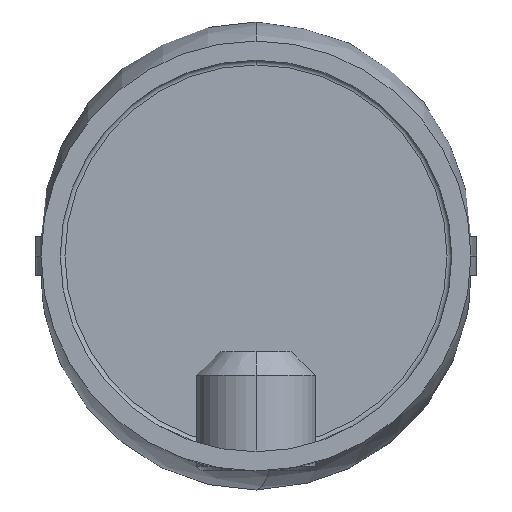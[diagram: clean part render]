
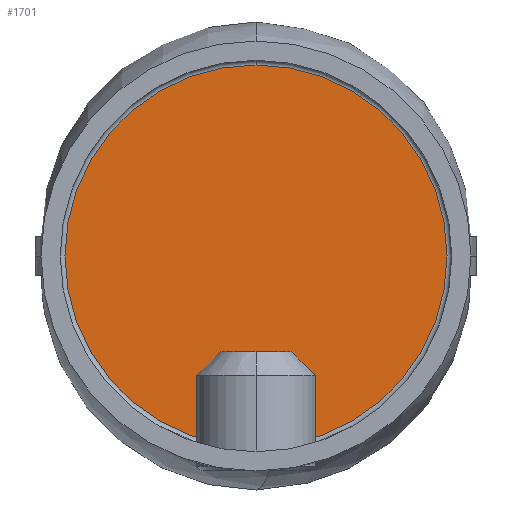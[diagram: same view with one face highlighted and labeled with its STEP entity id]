
A CAD part, left-side view. The second image highlights one B-rep face of the part: STEP entity #1701.
In plain terms, the highlighted face is planar.
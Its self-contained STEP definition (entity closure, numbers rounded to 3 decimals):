
#25 = ORIENTED_EDGE ( 'NONE', *, *, #4113, .F. ) ;
#295 = AXIS2_PLACEMENT_3D ( 'NONE', #4016, #4826, #2184 ) ;
#548 = DIRECTION ( 'NONE',  ( 0., 0., -1. ) ) ;
#1216 = AXIS2_PLACEMENT_3D ( 'NONE', #4151, #5025, #5058 ) ;
#1691 = FACE_OUTER_BOUND ( 'NONE', #3611, .T. ) ;
#1701 = ADVANCED_FACE ( 'NONE', ( #1691 ), #5534, .T. ) ;
#1867 = DIRECTION ( 'NONE',  ( 1., 0., 0. ) ) ;
#2126 = EDGE_CURVE ( 'NONE', #5397, #4119, #4878, .T. ) ;
#2184 = DIRECTION ( 'NONE',  ( 1., 0., 0. ) ) ;
#2249 = AXIS2_PLACEMENT_3D ( 'NONE', #4161, #548, #1867 ) ;
#2640 = ORIENTED_EDGE ( 'NONE', *, *, #2126, .F. ) ;
#2868 = CARTESIAN_POINT ( 'NONE',  ( -8., 0., 0.8 ) ) ;
#3611 = EDGE_LOOP ( 'NONE', ( #25, #2640 ) ) ;
#3754 = CIRCLE ( 'NONE', #295, 8. ) ;
#4016 = CARTESIAN_POINT ( 'NONE',  ( 0., 0., 0.8 ) ) ;
#4113 = EDGE_CURVE ( 'NONE', #4119, #5397, #3754, .T. ) ;
#4119 = VERTEX_POINT ( 'NONE', #4435 ) ;
#4151 = CARTESIAN_POINT ( 'NONE',  ( 0., 0., 0.8 ) ) ;
#4161 = CARTESIAN_POINT ( 'NONE',  ( 0., 0., 0.8 ) ) ;
#4435 = CARTESIAN_POINT ( 'NONE',  ( 8., 0., 0.8 ) ) ;
#4826 = DIRECTION ( 'NONE',  ( 0., 0., -1. ) ) ;
#4878 = CIRCLE ( 'NONE', #2249, 8. ) ;
#5025 = DIRECTION ( 'NONE',  ( 0., 0., 1. ) ) ;
#5058 = DIRECTION ( 'NONE',  ( 1., 0., 0. ) ) ;
#5397 = VERTEX_POINT ( 'NONE', #2868 ) ;
#5534 = PLANE ( 'NONE',  #1216 ) ;
